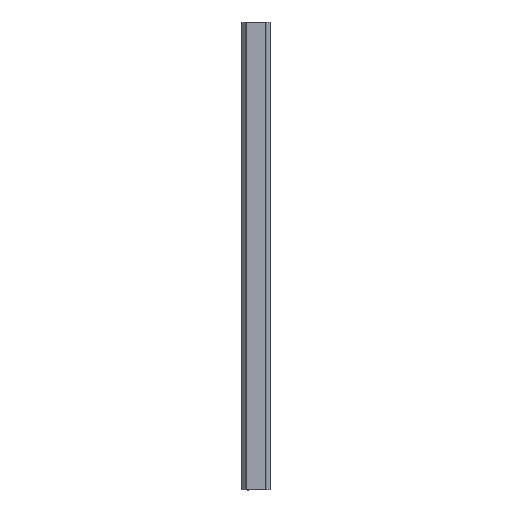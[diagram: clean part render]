
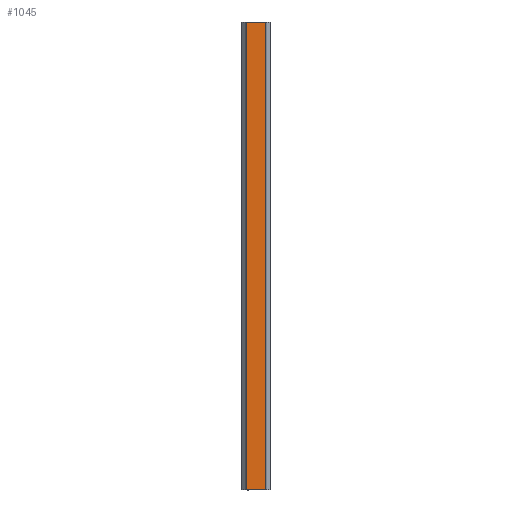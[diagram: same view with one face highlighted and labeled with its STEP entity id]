
A CAD part, front view. The second image highlights one B-rep face of the part: STEP entity #1045.
In plain terms, the highlighted planar face has unit normal (0, -1, 0).
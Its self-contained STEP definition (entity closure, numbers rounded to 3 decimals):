
#14=PLANE('',#1102);
#43=FACE_OUTER_BOUND('',#96,.T.);
#96=EDGE_LOOP('',(#663,#664,#665,#666));
#150=LINE('',#1526,#253);
#151=LINE('',#1528,#254);
#152=LINE('',#1530,#255);
#153=LINE('',#1531,#256);
#253=VECTOR('',#1214,100.);
#254=VECTOR('',#1215,4.1);
#255=VECTOR('',#1216,100.);
#256=VECTOR('',#1217,4.1);
#408=VERTEX_POINT('',#1524);
#409=VERTEX_POINT('',#1525);
#410=VERTEX_POINT('',#1527);
#411=VERTEX_POINT('',#1529);
#510=EDGE_CURVE('',#408,#409,#150,.T.);
#511=EDGE_CURVE('',#410,#408,#151,.T.);
#512=EDGE_CURVE('',#411,#410,#152,.T.);
#513=EDGE_CURVE('',#409,#411,#153,.T.);
#663=ORIENTED_EDGE('',*,*,#510,.F.);
#664=ORIENTED_EDGE('',*,*,#511,.F.);
#665=ORIENTED_EDGE('',*,*,#512,.F.);
#666=ORIENTED_EDGE('',*,*,#513,.F.);
#1045=ADVANCED_FACE('',(#43),#14,.F.);
#1102=AXIS2_PLACEMENT_3D('',#1523,#1212,#1213);
#1212=DIRECTION('center_axis',(0.,1.,0.));
#1213=DIRECTION('ref_axis',(1.,0.,0.));
#1214=DIRECTION('',(0.,0.,-1.));
#1215=DIRECTION('',(1.,0.,0.));
#1216=DIRECTION('',(0.,0.,1.));
#1217=DIRECTION('',(-1.,0.,0.));
#1523=CARTESIAN_POINT('Origin',(2.25,0.,100.));
#1524=CARTESIAN_POINT('',(2.05,0.,100.));
#1525=CARTESIAN_POINT('',(2.05,0.,0.));
#1526=CARTESIAN_POINT('',(2.05,0.,100.));
#1527=CARTESIAN_POINT('',(-2.05,0.,100.));
#1528=CARTESIAN_POINT('',(2.25,0.,100.));
#1529=CARTESIAN_POINT('',(-2.05,0.,0.));
#1530=CARTESIAN_POINT('',(-2.05,0.,100.));
#1531=CARTESIAN_POINT('',(2.25,0.,0.));
